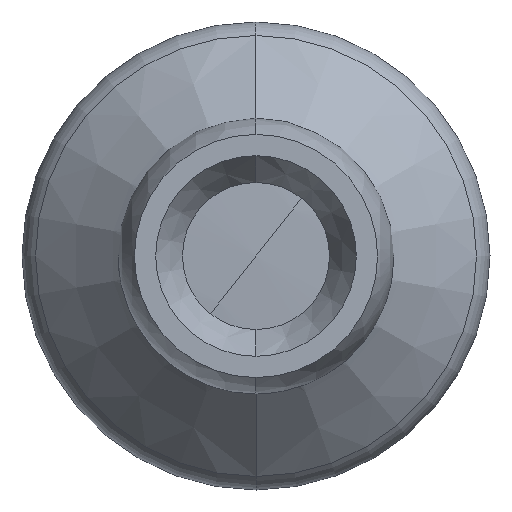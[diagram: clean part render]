
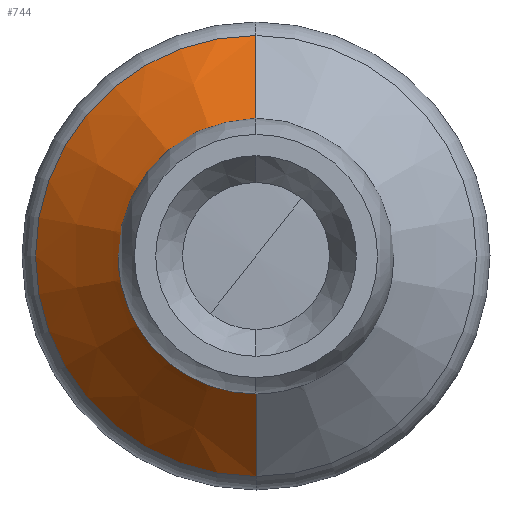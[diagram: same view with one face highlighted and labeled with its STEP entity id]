
A CAD part, left-side view. The second image highlights one B-rep face of the part: STEP entity #744.
In plain terms, the highlighted conical face has half-angle 45 degrees and reference radius 10.052 mm.
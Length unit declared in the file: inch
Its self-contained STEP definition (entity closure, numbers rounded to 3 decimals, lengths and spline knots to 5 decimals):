
#738 = VERTEX_POINT ( 'NONE', #2272 ) ;
#740 = EDGE_CURVE ( 'NONE', #741, #738, #2271, .T. ) ;
#741 = VERTEX_POINT ( 'NONE', #2266 ) ;
#744 = ADVANCED_FACE ( 'NONE', ( #2261 ), #2324, .T. ) ;
#745 = EDGE_LOOP ( 'NONE', ( #746, #747, #801, #804 ) ) ;
#746 = ORIENTED_EDGE ( 'NONE', *, *, #740, .T. ) ;
#747 = ORIENTED_EDGE ( 'NONE', *, *, #748, .T. ) ;
#748 = EDGE_CURVE ( 'NONE', #738, #749, #2325, .T. ) ;
#749 = VERTEX_POINT ( 'NONE', #2316 ) ;
#801 = ORIENTED_EDGE ( 'NONE', *, *, #802, .F. ) ;
#802 = EDGE_CURVE ( 'NONE', #803, #749, #2396, .T. ) ;
#803 = VERTEX_POINT ( 'NONE', #2391 ) ;
#804 = ORIENTED_EDGE ( 'NONE', *, *, #805, .F. ) ;
#805 = EDGE_CURVE ( 'NONE', #741, #803, #2390, .T. ) ;
#2261 = FACE_OUTER_BOUND ( 'NONE', #745, .T. ) ;
#2266 = CARTESIAN_POINT ( 'NONE',  ( -1.17861, 0., -0.192 ) ) ;
#2267 = DIRECTION ( 'NONE',  ( 0., 0., -1. ) ) ;
#2268 = DIRECTION ( 'NONE',  ( 1., 0., 0. ) ) ;
#2269 = CARTESIAN_POINT ( 'NONE',  ( -1.17861, 0., 0. ) ) ;
#2270 = AXIS2_PLACEMENT_3D ( 'NONE', #2269, #2268, #2267 ) ;
#2271 = CIRCLE ( 'NONE', #2270, 0.192 ) ;
#2272 = CARTESIAN_POINT ( 'NONE',  ( -1.17861, 0., 0.192 ) ) ;
#2316 = CARTESIAN_POINT ( 'NONE',  ( -0.97487, 0., 0.39574 ) ) ;
#2317 = DIRECTION ( 'NONE',  ( 0.707, 0., 0.707 ) ) ;
#2318 = VECTOR ( 'NONE', #2317, 39.37008 ) ;
#2319 = CARTESIAN_POINT ( 'NONE',  ( -0.97487, 0., 0.39574 ) ) ;
#2320 = DIRECTION ( 'NONE',  ( 0., 0., -1. ) ) ;
#2321 = DIRECTION ( 'NONE',  ( 1., 0., 0. ) ) ;
#2322 = CARTESIAN_POINT ( 'NONE',  ( -0.97487, 0., 0. ) ) ;
#2323 = AXIS2_PLACEMENT_3D ( 'NONE', #2322, #2321, #2320 ) ;
#2324 = CONICAL_SURFACE ( 'NONE', #2323, 0.39574, 0.785 ) ;
#2325 = LINE ( 'NONE', #2319, #2318 ) ;
#2389 = CARTESIAN_POINT ( 'NONE',  ( -0.97487, 0., -0.39574 ) ) ;
#2390 = LINE ( 'NONE', #2389, #2452 ) ;
#2391 = CARTESIAN_POINT ( 'NONE',  ( -0.97487, 0., -0.39574 ) ) ;
#2392 = DIRECTION ( 'NONE',  ( 0., 0., -1. ) ) ;
#2393 = DIRECTION ( 'NONE',  ( 1., 0., 0. ) ) ;
#2394 = CARTESIAN_POINT ( 'NONE',  ( -0.97487, 0., 0. ) ) ;
#2395 = AXIS2_PLACEMENT_3D ( 'NONE', #2394, #2393, #2392 ) ;
#2396 = CIRCLE ( 'NONE', #2395, 0.39574 ) ;
#2451 = DIRECTION ( 'NONE',  ( 0.707, 0., -0.707 ) ) ;
#2452 = VECTOR ( 'NONE', #2451, 39.37008 ) ;
